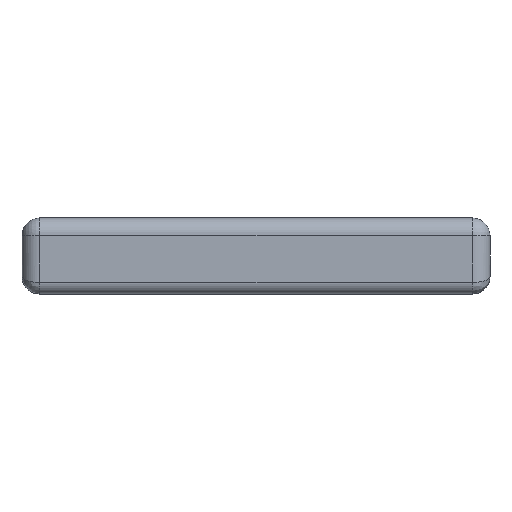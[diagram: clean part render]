
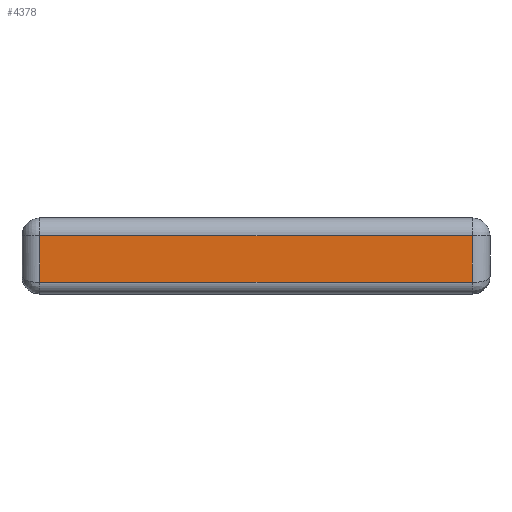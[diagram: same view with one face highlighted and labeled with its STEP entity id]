
A CAD part, left-side view. The second image highlights one B-rep face of the part: STEP entity #4378.
In plain terms, the highlighted planar face has unit normal (-1, 0, 0).
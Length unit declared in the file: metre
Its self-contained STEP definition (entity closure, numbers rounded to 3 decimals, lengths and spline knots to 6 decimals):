
#539=ORIENTED_EDGE('',*,*,#1870,.T.);
#540=ORIENTED_EDGE('',*,*,#1871,.T.);
#541=ORIENTED_EDGE('',*,*,#1872,.T.);
#542=ORIENTED_EDGE('',*,*,#1873,.T.);
#1870=EDGE_CURVE('',#2531,#2532,#2895,.T.);
#1871=EDGE_CURVE('',#2532,#2533,#2896,.T.);
#1872=EDGE_CURVE('',#2533,#2534,#2897,.F.);
#1873=EDGE_CURVE('',#2534,#2531,#2898,.F.);
#2531=VERTEX_POINT('',#6358);
#2532=VERTEX_POINT('',#6359);
#2533=VERTEX_POINT('',#6361);
#2534=VERTEX_POINT('',#6363);
#2895=LINE('',#6357,#3354);
#2896=LINE('',#6360,#3355);
#2897=LINE('',#6362,#3356);
#2898=LINE('',#6364,#3357);
#3354=VECTOR('',#5064,1.);
#3355=VECTOR('',#5065,1.);
#3356=VECTOR('',#5066,1.);
#3357=VECTOR('',#5067,1.);
#3700=EDGE_LOOP('',(#539,#540,#541,#542));
#3973=FACE_BOUND('',#3700,.T.);
#4234=PLANE('',#4661);
#4378=ADVANCED_FACE('',(#3973),#4234,.F.);
#4661=AXIS2_PLACEMENT_3D('',#6356,#5062,#5063);
#5062=DIRECTION('',(1.,0.,0.));
#5063=DIRECTION('',(0.,-1.,0.));
#5064=DIRECTION('',(0.,0.,-1.));
#5065=DIRECTION('',(0.,-1.,0.));
#5066=DIRECTION('',(0.,0.,-1.));
#5067=DIRECTION('',(0.,-1.,0.));
#6356=CARTESIAN_POINT('',(-0.06,0.,0.013));
#6357=CARTESIAN_POINT('',(-0.06,0.037,0.));
#6358=CARTESIAN_POINT('',(-0.06,0.037,0.01));
#6359=CARTESIAN_POINT('',(-0.06,0.037,0.002));
#6360=CARTESIAN_POINT('',(-0.06,0.,0.002));
#6361=CARTESIAN_POINT('',(-0.06,-0.037,0.002));
#6362=CARTESIAN_POINT('',(-0.06,-0.037,0.013));
#6363=CARTESIAN_POINT('',(-0.06,-0.037,0.01));
#6364=CARTESIAN_POINT('',(-0.06,0.04,0.01));
